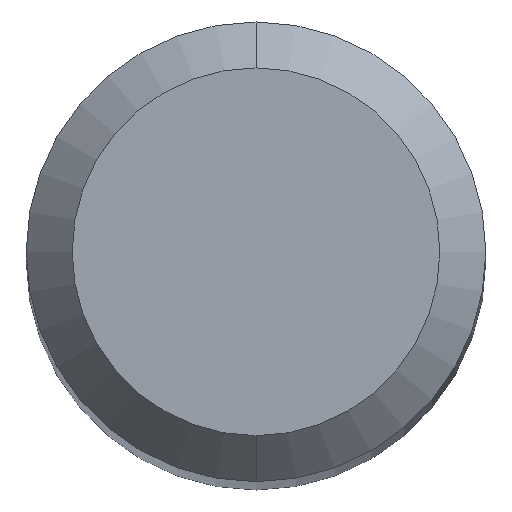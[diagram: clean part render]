
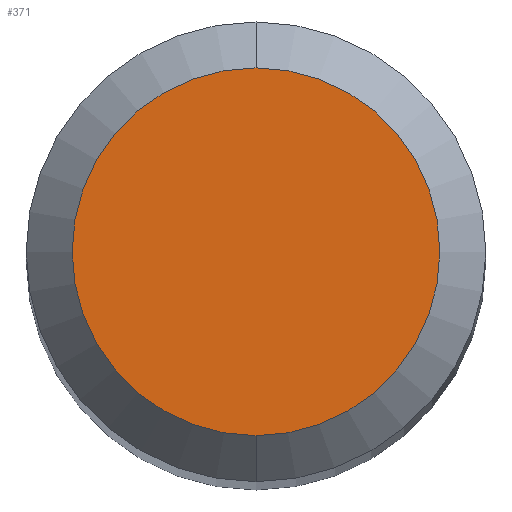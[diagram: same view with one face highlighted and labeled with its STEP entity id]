
A CAD part, top view. The second image highlights one B-rep face of the part: STEP entity #371.
In plain terms, the highlighted planar face has unit normal (0, 0, 1).
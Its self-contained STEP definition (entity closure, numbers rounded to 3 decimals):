
#181=EDGE_CURVE('',#291,#215,#473,.T.);
#215=VERTEX_POINT('',#509);
#291=VERTEX_POINT('',#595);
#349=EDGE_CURVE('',#215,#291,#659,.T.);
#371=ADVANCED_FACE('',(#683),#684,.T.);
#473=CIRCLE('',#792,1.2);
#509=CARTESIAN_POINT('',(0.0,1.2,0.0));
#595=CARTESIAN_POINT('',(0.,-1.2,0.0));
#659=CIRCLE('',#1179,1.2);
#683=FACE_OUTER_BOUND('',#1248,.T.);
#684=PLANE('',#1249);
#792=AXIS2_PLACEMENT_3D('',#1393,#1394,#1395);
#1179=AXIS2_PLACEMENT_3D('',#1615,#1616,#1617);
#1248=EDGE_LOOP('',(#1637,#1638));
#1249=AXIS2_PLACEMENT_3D('',#1639,#1640,#1641);
#1393=CARTESIAN_POINT('',(0.0,0.0,0.0));
#1394=DIRECTION('',(0.0,0.0,-1.0));
#1395=DIRECTION('',(0.0,1.0,0.0));
#1615=CARTESIAN_POINT('',(0.0,0.0,0.0));
#1616=DIRECTION('',(0.0,0.0,-1.0));
#1617=DIRECTION('',(0.0,1.0,0.0));
#1637=ORIENTED_EDGE('',*,*,#349,.F.);
#1638=ORIENTED_EDGE('',*,*,#181,.F.);
#1639=CARTESIAN_POINT('',(0.0,0.6,0.0));
#1640=DIRECTION('',(-0.0,0.0,1.0));
#1641=DIRECTION('',(0.0,-1.0,0.0));
